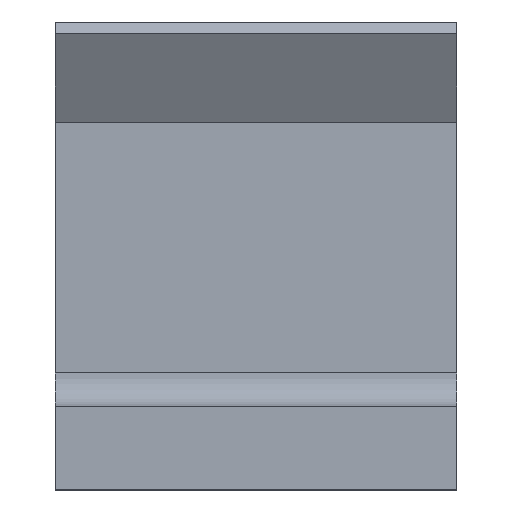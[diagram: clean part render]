
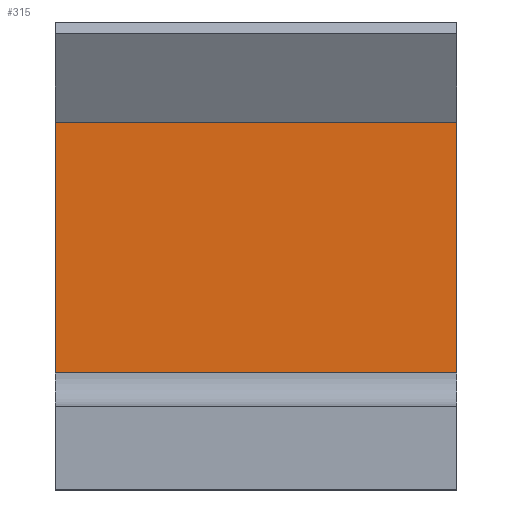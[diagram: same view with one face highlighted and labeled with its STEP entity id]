
A CAD part, front view. The second image highlights one B-rep face of the part: STEP entity #315.
In plain terms, the highlighted planar face has unit normal (0, -1, 0).
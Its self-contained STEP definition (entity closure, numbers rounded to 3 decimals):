
#30=PLANE('',#352);
#46=FACE_OUTER_BOUND('',#64,.T.);
#64=EDGE_LOOP('',(#278,#279,#280,#281));
#69=LINE('',#453,#105);
#84=LINE('',#488,#120);
#100=LINE('',#524,#136);
#101=LINE('',#525,#137);
#105=VECTOR('',#368,10.);
#120=VECTOR('',#393,10.);
#136=VECTOR('',#431,10.);
#137=VECTOR('',#432,10.);
#146=VERTEX_POINT('',#446);
#149=VERTEX_POINT('',#451);
#164=VERTEX_POINT('',#487);
#173=VERTEX_POINT('',#523);
#177=EDGE_CURVE('',#149,#146,#69,.T.);
#194=EDGE_CURVE('',#146,#164,#84,.T.);
#212=EDGE_CURVE('',#173,#149,#100,.T.);
#213=EDGE_CURVE('',#164,#173,#101,.T.);
#278=ORIENTED_EDGE('',*,*,#177,.F.);
#279=ORIENTED_EDGE('',*,*,#212,.F.);
#280=ORIENTED_EDGE('',*,*,#213,.F.);
#281=ORIENTED_EDGE('',*,*,#194,.F.);
#315=ADVANCED_FACE('',(#46),#30,.T.);
#352=AXIS2_PLACEMENT_3D('',#522,#429,#430);
#368=DIRECTION('',(-1.,0.,0.));
#393=DIRECTION('',(0.,0.,1.));
#429=DIRECTION('center_axis',(0.,-1.,0.));
#430=DIRECTION('ref_axis',(0.,0.,-1.));
#431=DIRECTION('',(0.,0.,-1.));
#432=DIRECTION('',(1.,0.,0.));
#446=CARTESIAN_POINT('',(-6.,-24.,3.5));
#451=CARTESIAN_POINT('',(6.,-24.,3.5));
#453=CARTESIAN_POINT('',(0.,-24.,3.5));
#487=CARTESIAN_POINT('',(-6.,-24.,11.));
#488=CARTESIAN_POINT('',(-6.,-24.,2.5));
#522=CARTESIAN_POINT('Origin',(0.,-24.,11.));
#523=CARTESIAN_POINT('',(6.,-24.,11.));
#524=CARTESIAN_POINT('',(6.,-24.,2.5));
#525=CARTESIAN_POINT('',(0.,-24.,11.));
